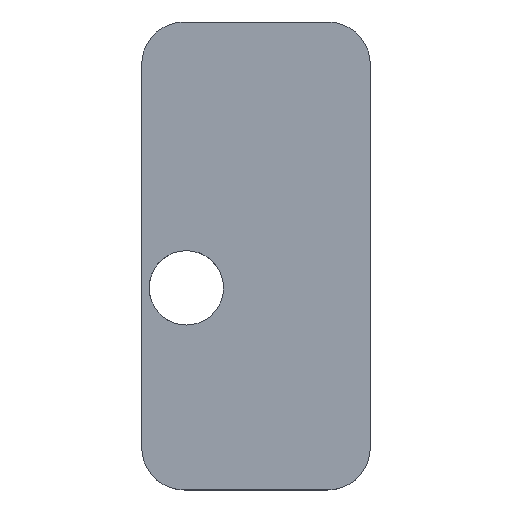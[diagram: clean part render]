
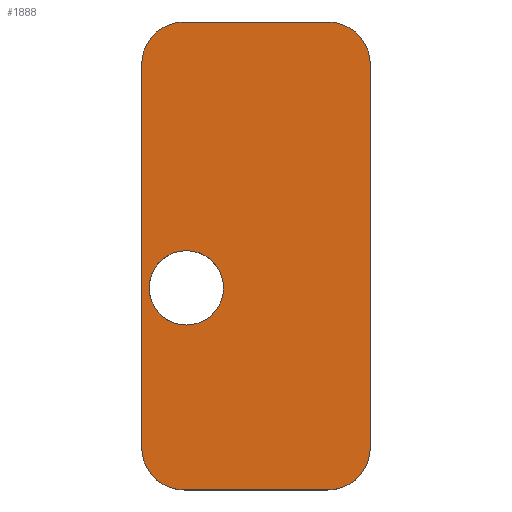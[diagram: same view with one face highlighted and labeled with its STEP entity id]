
A CAD part, top view. The second image highlights one B-rep face of the part: STEP entity #1888.
In plain terms, the highlighted planar face has unit normal (0, 0, 1).
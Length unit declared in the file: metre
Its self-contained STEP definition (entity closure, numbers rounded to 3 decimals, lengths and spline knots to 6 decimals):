
#89=CIRCLE('',#2046,0.0035);
#90=CIRCLE('',#2047,0.004);
#91=CIRCLE('',#2048,0.004);
#92=CIRCLE('',#2049,0.004);
#93=CIRCLE('',#2050,0.004);
#306=ORIENTED_EDGE('',*,*,#849,.F.);
#307=ORIENTED_EDGE('',*,*,#850,.T.);
#308=ORIENTED_EDGE('',*,*,#851,.T.);
#309=ORIENTED_EDGE('',*,*,#852,.T.);
#310=ORIENTED_EDGE('',*,*,#763,.T.);
#311=ORIENTED_EDGE('',*,*,#853,.T.);
#312=ORIENTED_EDGE('',*,*,#854,.T.);
#313=ORIENTED_EDGE('',*,*,#855,.T.);
#314=ORIENTED_EDGE('',*,*,#814,.T.);
#763=EDGE_CURVE('',#1040,#1039,#1223,.F.);
#814=EDGE_CURVE('',#1083,#1082,#1257,.T.);
#849=EDGE_CURVE('',#1110,#1110,#89,.T.);
#850=EDGE_CURVE('',#1082,#1111,#90,.T.);
#851=EDGE_CURVE('',#1111,#1112,#1281,.T.);
#852=EDGE_CURVE('',#1112,#1040,#91,.T.);
#853=EDGE_CURVE('',#1039,#1113,#92,.T.);
#854=EDGE_CURVE('',#1113,#1114,#1282,.F.);
#855=EDGE_CURVE('',#1114,#1083,#93,.T.);
#1039=VERTEX_POINT('',#2885);
#1040=VERTEX_POINT('',#2887);
#1082=VERTEX_POINT('',#2986);
#1083=VERTEX_POINT('',#2988);
#1110=VERTEX_POINT('',#3056);
#1111=VERTEX_POINT('',#3058);
#1112=VERTEX_POINT('',#3060);
#1113=VERTEX_POINT('',#3063);
#1114=VERTEX_POINT('',#3065);
#1223=LINE('',#2886,#1419);
#1257=LINE('',#2987,#1453);
#1281=LINE('',#3059,#1477);
#1282=LINE('',#3064,#1478);
#1419=VECTOR('',#2273,1.);
#1453=VECTOR('',#2355,1.);
#1477=VECTOR('',#2417,1.);
#1478=VECTOR('',#2422,1.);
#1586=EDGE_LOOP('',(#306));
#1587=EDGE_LOOP('',(#307,#308,#309,#310,#311,#312,#313,#314));
#1703=FACE_BOUND('',#1586,.T.);
#1704=FACE_BOUND('',#1587,.T.);
#1820=PLANE('',#2045);
#1888=ADVANCED_FACE('',(#1703,#1704),#1820,.T.);
#2045=AXIS2_PLACEMENT_3D('',#3054,#2411,#2412);
#2046=AXIS2_PLACEMENT_3D('',#3055,#2413,#2414);
#2047=AXIS2_PLACEMENT_3D('',#3057,#2415,#2416);
#2048=AXIS2_PLACEMENT_3D('',#3061,#2418,#2419);
#2049=AXIS2_PLACEMENT_3D('',#3062,#2420,#2421);
#2050=AXIS2_PLACEMENT_3D('',#3066,#2423,#2424);
#2273=DIRECTION('',(0.,-1.,0.));
#2355=DIRECTION('',(0.,-1.,0.));
#2411=DIRECTION('',(0.,0.,1.));
#2412=DIRECTION('',(1.,0.,0.));
#2413=DIRECTION('',(0.,0.,1.));
#2414=DIRECTION('',(1.,0.,0.));
#2415=DIRECTION('',(0.,0.,1.));
#2416=DIRECTION('',(-1.,0.,0.));
#2417=DIRECTION('',(1.,0.,0.));
#2418=DIRECTION('',(0.,0.,1.));
#2419=DIRECTION('',(0.,-1.,0.));
#2420=DIRECTION('',(0.,0.,1.));
#2421=DIRECTION('',(1.,0.,0.));
#2422=DIRECTION('',(1.,0.,0.));
#2423=DIRECTION('',(0.,0.,1.));
#2424=DIRECTION('',(0.,1.,0.));
#2885=CARTESIAN_POINT('',(0.01075,0.018,0.00725));
#2886=CARTESIAN_POINT('',(0.01075,0.,0.00725));
#2887=CARTESIAN_POINT('',(0.01075,-0.018,0.00725));
#2986=CARTESIAN_POINT('',(-0.01075,-0.018,0.00725));
#2987=CARTESIAN_POINT('',(-0.01075,0.,0.00725));
#2988=CARTESIAN_POINT('',(-0.01075,0.018,0.00725));
#3054=CARTESIAN_POINT('',(0.,0.,0.00725));
#3055=CARTESIAN_POINT('',(-0.00655,-0.003,0.00725));
#3056=CARTESIAN_POINT('',(-0.00305,-0.003,0.00725));
#3057=CARTESIAN_POINT('',(-0.00675,-0.018,0.00725));
#3058=CARTESIAN_POINT('',(-0.00675,-0.022,0.00725));
#3059=CARTESIAN_POINT('',(0.,-0.022,0.00725));
#3060=CARTESIAN_POINT('',(0.00675,-0.022,0.00725));
#3061=CARTESIAN_POINT('',(0.00675,-0.018,0.00725));
#3062=CARTESIAN_POINT('',(0.00675,0.018,0.00725));
#3063=CARTESIAN_POINT('',(0.00675,0.022,0.00725));
#3064=CARTESIAN_POINT('',(0.,0.022,0.00725));
#3065=CARTESIAN_POINT('',(-0.00675,0.022,0.00725));
#3066=CARTESIAN_POINT('',(-0.00675,0.018,0.00725));
